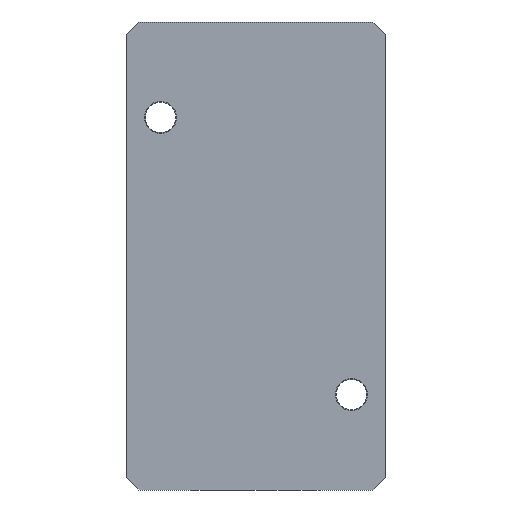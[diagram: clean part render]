
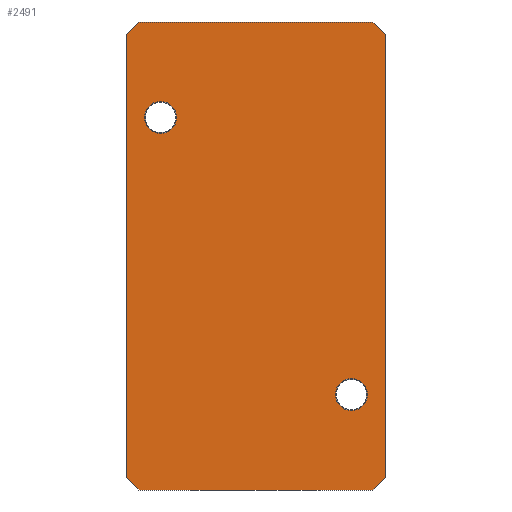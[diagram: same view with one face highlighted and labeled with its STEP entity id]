
A CAD part, front view. The second image highlights one B-rep face of the part: STEP entity #2491.
In plain terms, the highlighted planar face has unit normal (0, -1, 0).
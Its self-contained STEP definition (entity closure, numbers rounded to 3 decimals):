
#38=LINE('',#3867,#172);
#41=LINE('',#3875,#175);
#44=LINE('',#3881,#178);
#48=LINE('',#3889,#182);
#51=LINE('',#3897,#185);
#54=LINE('',#3902,#188);
#59=LINE('',#3913,#193);
#60=LINE('',#3915,#194);
#172=VECTOR('',#2853,1000.);
#175=VECTOR('',#2860,1000.);
#178=VECTOR('',#2865,1000.);
#182=VECTOR('',#2871,1000.);
#185=VECTOR('',#2878,1000.);
#188=VECTOR('',#2883,1000.);
#193=VECTOR('',#2896,1000.);
#194=VECTOR('',#2899,1000.);
#311=PLANE('',#2664);
#788=ORIENTED_EDGE('',*,*,#1538,.F.);
#789=ORIENTED_EDGE('',*,*,#1539,.F.);
#790=ORIENTED_EDGE('',*,*,#1536,.F.);
#791=ORIENTED_EDGE('',*,*,#1529,.F.);
#792=ORIENTED_EDGE('',*,*,#1526,.F.);
#793=ORIENTED_EDGE('',*,*,#1522,.F.);
#794=ORIENTED_EDGE('',*,*,#1537,.F.);
#795=ORIENTED_EDGE('',*,*,#1518,.F.);
#796=ORIENTED_EDGE('',*,*,#1515,.F.);
#797=ORIENTED_EDGE('',*,*,#1511,.F.);
#1511=EDGE_CURVE('',#1892,#1893,#38,.T.);
#1515=EDGE_CURVE('',#1893,#1896,#41,.T.);
#1518=EDGE_CURVE('',#1896,#1898,#44,.T.);
#1522=EDGE_CURVE('',#1900,#1901,#48,.T.);
#1526=EDGE_CURVE('',#1901,#1904,#51,.T.);
#1529=EDGE_CURVE('',#1904,#1905,#54,.T.);
#1536=EDGE_CURVE('',#1905,#1892,#59,.T.);
#1537=EDGE_CURVE('',#1898,#1900,#60,.T.);
#1538=EDGE_CURVE('',#1907,#1907,#2056,.T.);
#1539=EDGE_CURVE('',#1908,#1908,#2057,.T.);
#1892=VERTEX_POINT('',#3866);
#1893=VERTEX_POINT('',#3868);
#1896=VERTEX_POINT('',#3876);
#1898=VERTEX_POINT('',#3882);
#1900=VERTEX_POINT('',#3888);
#1901=VERTEX_POINT('',#3890);
#1904=VERTEX_POINT('',#3898);
#1905=VERTEX_POINT('',#3903);
#1907=VERTEX_POINT('',#3918);
#1908=VERTEX_POINT('',#3920);
#2056=CIRCLE('',#2665,2.6);
#2057=CIRCLE('',#2666,2.6);
#2100=EDGE_LOOP('',(#788));
#2101=EDGE_LOOP('',(#789));
#2102=EDGE_LOOP('',(#790,#791,#792,#793,#794,#795,#796,#797));
#2290=FACE_BOUND('',#2100,.T.);
#2291=FACE_BOUND('',#2101,.T.);
#2292=FACE_BOUND('',#2102,.T.);
#2491=ADVANCED_FACE('',(#2290,#2291,#2292),#311,.F.);
#2664=AXIS2_PLACEMENT_3D('',#3916,#2900,#2901);
#2665=AXIS2_PLACEMENT_3D('',#3917,#2902,#2903);
#2666=AXIS2_PLACEMENT_3D('',#3919,#2904,#2905);
#2853=DIRECTION('',(0.707,0.,0.707));
#2860=DIRECTION('',(1.,0.,0.));
#2865=DIRECTION('',(0.707,0.,-0.707));
#2871=DIRECTION('',(-0.707,0.,-0.707));
#2878=DIRECTION('',(-1.,0.,0.));
#2883=DIRECTION('',(-0.707,0.,0.707));
#2896=DIRECTION('',(0.,0.,1.));
#2899=DIRECTION('',(0.,0.,-1.));
#2900=DIRECTION('',(0.,1.,0.));
#2901=DIRECTION('',(0.,0.,1.));
#2902=DIRECTION('',(0.,-1.,0.));
#2903=DIRECTION('',(0.,0.,-1.));
#2904=DIRECTION('',(0.,-1.,0.));
#2905=DIRECTION('',(0.,0.,-1.));
#3866=CARTESIAN_POINT('',(-21.,0.,36.));
#3867=CARTESIAN_POINT('',(-21.,0.,36.));
#3868=CARTESIAN_POINT('',(-19.,0.,38.));
#3875=CARTESIAN_POINT('',(-19.,0.,38.));
#3876=CARTESIAN_POINT('',(19.,0.,38.));
#3881=CARTESIAN_POINT('',(19.,0.,38.));
#3882=CARTESIAN_POINT('',(21.,0.,36.));
#3888=CARTESIAN_POINT('',(21.,0.,-36.));
#3889=CARTESIAN_POINT('',(21.,0.,-36.));
#3890=CARTESIAN_POINT('',(19.,0.,-38.));
#3897=CARTESIAN_POINT('',(19.,0.,-38.));
#3898=CARTESIAN_POINT('',(-19.,0.,-38.));
#3902=CARTESIAN_POINT('',(-19.,0.,-38.));
#3903=CARTESIAN_POINT('',(-21.,0.,-36.));
#3913=CARTESIAN_POINT('',(-21.,0.,-36.));
#3915=CARTESIAN_POINT('',(21.,0.,36.));
#3916=CARTESIAN_POINT('',(0.,0.,0.));
#3917=CARTESIAN_POINT('',(15.5,0.,-22.5));
#3918=CARTESIAN_POINT('',(15.5,0.,-25.1));
#3919=CARTESIAN_POINT('',(-15.5,0.,22.5));
#3920=CARTESIAN_POINT('',(-15.5,0.,19.9));
